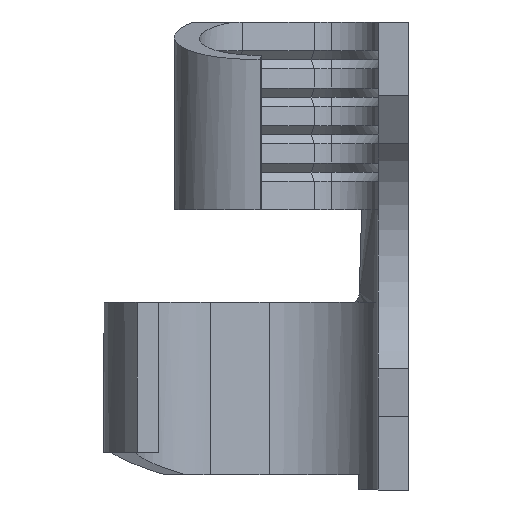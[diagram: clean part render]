
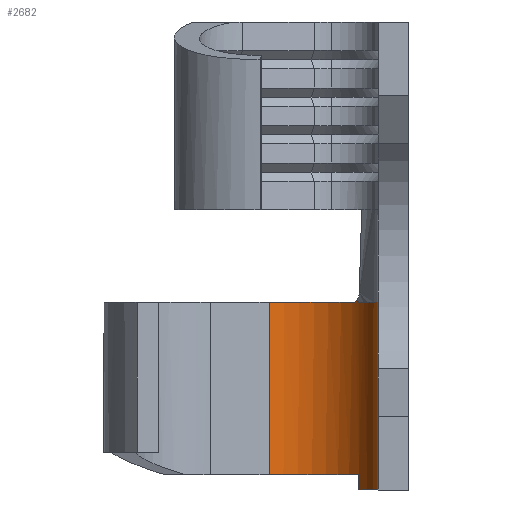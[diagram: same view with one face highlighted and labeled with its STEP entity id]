
A CAD part, left-side view. The second image highlights one B-rep face of the part: STEP entity #2682.
In plain terms, the highlighted cylindrical face has radius 1.575 mm (diameter 3.15 mm), a partial arc.
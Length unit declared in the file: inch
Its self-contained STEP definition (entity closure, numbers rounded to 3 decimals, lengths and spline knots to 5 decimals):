
#41 = ORIENTED_EDGE ( 'NONE', *, *, #2733, .T. ) ;
#124 = VERTEX_POINT ( 'NONE', #1462 ) ;
#131 = EDGE_CURVE ( 'NONE', #1322, #2014, #3964, .T. ) ;
#224 = CARTESIAN_POINT ( 'NONE',  ( 0.27806, 0.0246, -0.031 ) ) ;
#282 = CARTESIAN_POINT ( 'NONE',  ( 0.251, 0.082, -0.031 ) ) ;
#301 = LINE ( 'NONE', #2249, #1966 ) ;
#310 = CARTESIAN_POINT ( 'NONE',  ( 0.31206, 0.09277, -0.146 ) ) ;
#343 = CARTESIAN_POINT ( 'NONE',  ( 0.28897, 0.03299, -0.03095 ) ) ;
#393 = CARTESIAN_POINT ( 'NONE',  ( 0.29252, 0.03592, -0.031 ) ) ;
#465 = CARTESIAN_POINT ( 'NONE',  ( 0.251, 0.082, -0.156 ) ) ;
#471 = CARTESIAN_POINT ( 'NONE',  ( 0.251, 0.02, -0.156 ) ) ;
#508 = CARTESIAN_POINT ( 'NONE',  ( 0.31382, 0.08276, -0.031 ) ) ;
#595 = CARTESIAN_POINT ( 'NONE',  ( 0.251, 0.02, -0.031 ) ) ;
#809 = CARTESIAN_POINT ( 'NONE',  ( 0.28881, 0.03285, -0.031 ) ) ;
#823 = CIRCLE ( 'NONE', #1656, 0.062 ) ;
#877 = ORIENTED_EDGE ( 'NONE', *, *, #2573, .T. ) ;
#960 = CARTESIAN_POINT ( 'NONE',  ( 0.2902, 0.03397, -0.02907 ) ) ;
#980 = CARTESIAN_POINT ( 'NONE',  ( 0.30117, 0.04418, -0.031 ) ) ;
#1320 = CARTESIAN_POINT ( 'NONE',  ( 0.28993, 0.03375, -0.02963 ) ) ;
#1322 = VERTEX_POINT ( 'NONE', #4462 ) ;
#1380 = EDGE_CURVE ( 'NONE', #3092, #5293, #3364, .T. ) ;
#1462 = CARTESIAN_POINT ( 'NONE',  ( 0.28881, 0.03285, -0.031 ) ) ;
#1637 = VERTEX_POINT ( 'NONE', #4262 ) ;
#1651 = ORIENTED_EDGE ( 'NONE', *, *, #2476, .F. ) ;
#1656 = AXIS2_PLACEMENT_3D ( 'NONE', #465, #2421, #4388 ) ;
#1673 = EDGE_CURVE ( 'NONE', #3428, #1322, #3937, .T. ) ;
#1813 = CARTESIAN_POINT ( 'NONE',  ( 0.28943, 0.03334, -0.03053 ) ) ;
#1869 = B_SPLINE_CURVE_WITH_KNOTS ( 'NONE', 3,
 ( #809, #2778, #4731, #343, #2290, #4270, #6110, #1813, #3786, #5664, #1320, #3302, #5213 ),
 .UNSPECIFIED., .F., .F.,
 ( 4, 3, 3, 3, 4 ),
 ( 0., 0.00001, 0.00001, 0.00004, 0.00007 ),
 .UNSPECIFIED. ) ;
#1872 = ORIENTED_EDGE ( 'NONE', *, *, #1380, .F. ) ;
#1914 = ORIENTED_EDGE ( 'NONE', *, *, #1673, .T. ) ;
#1933 = AXIS2_PLACEMENT_3D ( 'NONE', #282, #2229, #4215 ) ;
#1958 = VERTEX_POINT ( 'NONE', #4899 ) ;
#1966 = VECTOR ( 'NONE', #4230, 39.37008 ) ;
#2014 = VERTEX_POINT ( 'NONE', #2993 ) ;
#2161 = CARTESIAN_POINT ( 'NONE',  ( 0.28881, 0.03285, -0.031 ) ) ;
#2197 = LINE ( 'NONE', #4180, #5416 ) ;
#2229 = DIRECTION ( 'NONE',  ( 0., 0., -1. ) ) ;
#2249 = CARTESIAN_POINT ( 'NONE',  ( 0.31206, 0.09277, -0.031 ) ) ;
#2262 = CARTESIAN_POINT ( 'NONE',  ( 0.251, 0.082, -0.146 ) ) ;
#2290 = CARTESIAN_POINT ( 'NONE',  ( 0.28905, 0.03305, -0.03091 ) ) ;
#2343 = CARTESIAN_POINT ( 'NONE',  ( 0.29383, 0.03716, -0.031 ) ) ;
#2421 = DIRECTION ( 'NONE',  ( 0., 0., 1. ) ) ;
#2464 = CARTESIAN_POINT ( 'NONE',  ( 0.31206, 0.09277, -0.031 ) ) ;
#2476 = EDGE_CURVE ( 'NONE', #1637, #4947, #4973, .T. ) ;
#2554 = DIRECTION ( 'NONE',  ( 0., 0., -1. ) ) ;
#2573 = EDGE_CURVE ( 'NONE', #1637, #124, #5498, .T. ) ;
#2653 = CARTESIAN_POINT ( 'NONE',  ( 0.251, 0.02, -0.031 ) ) ;
#2682 = ADVANCED_FACE ( 'NONE', ( #2721 ), #4676, .F. ) ;
#2721 = FACE_OUTER_BOUND ( 'NONE', #5401, .T. ) ;
#2733 = EDGE_CURVE ( 'NONE', #124, #3428, #1869, .T. ) ;
#2778 = CARTESIAN_POINT ( 'NONE',  ( 0.28886, 0.0329, -0.031 ) ) ;
#2830 = EDGE_CURVE ( 'NONE', #4947, #1958, #823, .T. ) ;
#2832 = CARTESIAN_POINT ( 'NONE',  ( 0.2902, 0.03397, -0.02907 ) ) ;
#2952 = CARTESIAN_POINT ( 'NONE',  ( 0.30675, 0.05303, -0.031 ) ) ;
#2993 = CARTESIAN_POINT ( 'NONE',  ( 0.31206, 0.09277, -0.031 ) ) ;
#3092 = VERTEX_POINT ( 'NONE', #3361 ) ;
#3202 = ORIENTED_EDGE ( 'NONE', *, *, #3253, .T. ) ;
#3253 = EDGE_CURVE ( 'NONE', #2014, #5293, #301, .T. ) ;
#3302 = CARTESIAN_POINT ( 'NONE',  ( 0.29007, 0.03386, -0.02935 ) ) ;
#3361 = CARTESIAN_POINT ( 'NONE',  ( 0.2888, 0.03286, -0.146 ) ) ;
#3364 = CIRCLE ( 'NONE', #3694, 0.062 ) ;
#3428 = VERTEX_POINT ( 'NONE', #960 ) ;
#3609 = ORIENTED_EDGE ( 'NONE', *, *, #131, .T. ) ;
#3694 = AXIS2_PLACEMENT_3D ( 'NONE', #2262, #4243, #6087 ) ;
#3786 = CARTESIAN_POINT ( 'NONE',  ( 0.28961, 0.03349, -0.03021 ) ) ;
#3836 = EDGE_CURVE ( 'NONE', #1958, #3092, #2197, .T. ) ;
#3937 = B_SPLINE_CURVE_WITH_KNOTS ( 'NONE', 3,
 ( #2832, #4782, #393, #2343 ),
 .UNSPECIFIED., .F., .F.,
 ( 4, 4 ),
 ( 0., 1. ),
 .UNSPECIFIED. ) ;
#3964 = B_SPLINE_CURVE_WITH_KNOTS ( 'NONE', 3,
 ( #5345, #980, #2952, #4894, #508, #2464 ),
 .UNSPECIFIED., .F., .F.,
 ( 4, 2, 4 ),
 ( 0.43686, 0.71843, 1. ),
 .UNSPECIFIED. ) ;
#4180 = CARTESIAN_POINT ( 'NONE',  ( 0.2888, 0.03286, -0.156 ) ) ;
#4215 = DIRECTION ( 'NONE',  ( -1., 0., 0. ) ) ;
#4230 = DIRECTION ( 'NONE',  ( 0., 0., -1. ) ) ;
#4243 = DIRECTION ( 'NONE',  ( 0., 0., 1. ) ) ;
#4262 = CARTESIAN_POINT ( 'NONE',  ( 0.251, 0.02, -0.031 ) ) ;
#4270 = CARTESIAN_POINT ( 'NONE',  ( 0.28913, 0.03311, -0.03085 ) ) ;
#4388 = DIRECTION ( 'NONE',  ( -1., 0., 0. ) ) ;
#4462 = CARTESIAN_POINT ( 'NONE',  ( 0.29383, 0.03716, -0.031 ) ) ;
#4612 = CARTESIAN_POINT ( 'NONE',  ( 0.26455, 0.02, -0.031 ) ) ;
#4676 = CYLINDRICAL_SURFACE ( 'NONE', #1933, 0.062 ) ;
#4731 = CARTESIAN_POINT ( 'NONE',  ( 0.28892, 0.03295, -0.03098 ) ) ;
#4782 = CARTESIAN_POINT ( 'NONE',  ( 0.29121, 0.03479, -0.03031 ) ) ;
#4894 = CARTESIAN_POINT ( 'NONE',  ( 0.31308, 0.07233, -0.031 ) ) ;
#4899 = CARTESIAN_POINT ( 'NONE',  ( 0.2888, 0.03286, -0.156 ) ) ;
#4947 = VERTEX_POINT ( 'NONE', #471 ) ;
#4973 = LINE ( 'NONE', #595, #5172 ) ;
#5011 = ORIENTED_EDGE ( 'NONE', *, *, #3836, .F. ) ;
#5172 = VECTOR ( 'NONE', #2554, 39.37008 ) ;
#5213 = CARTESIAN_POINT ( 'NONE',  ( 0.2902, 0.03397, -0.02907 ) ) ;
#5293 = VERTEX_POINT ( 'NONE', #310 ) ;
#5345 = CARTESIAN_POINT ( 'NONE',  ( 0.29383, 0.03716, -0.031 ) ) ;
#5401 = EDGE_LOOP ( 'NONE', ( #1872, #5011, #5560, #1651, #877, #41, #1914, #3609, #3202 ) ) ;
#5416 = VECTOR ( 'NONE', #6025, 39.37008 ) ;
#5498 = B_SPLINE_CURVE_WITH_KNOTS ( 'NONE', 3,
 ( #2653, #4612, #224, #2161 ),
 .UNSPECIFIED., .F., .F.,
 ( 4, 4 ),
 ( 0., 0.37572 ),
 .UNSPECIFIED. ) ;
#5560 = ORIENTED_EDGE ( 'NONE', *, *, #2830, .F. ) ;
#5664 = CARTESIAN_POINT ( 'NONE',  ( 0.28978, 0.03363, -0.0299 ) ) ;
#6025 = DIRECTION ( 'NONE',  ( 0., 0., 1. ) ) ;
#6087 = DIRECTION ( 'NONE',  ( 1., 0., 0. ) ) ;
#6110 = CARTESIAN_POINT ( 'NONE',  ( 0.28919, 0.03316, -0.03078 ) ) ;
